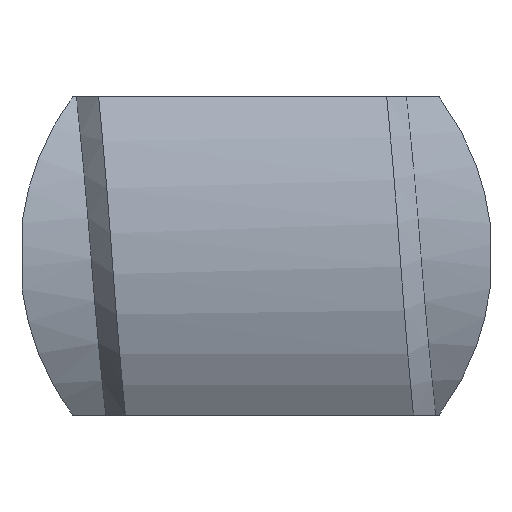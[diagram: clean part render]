
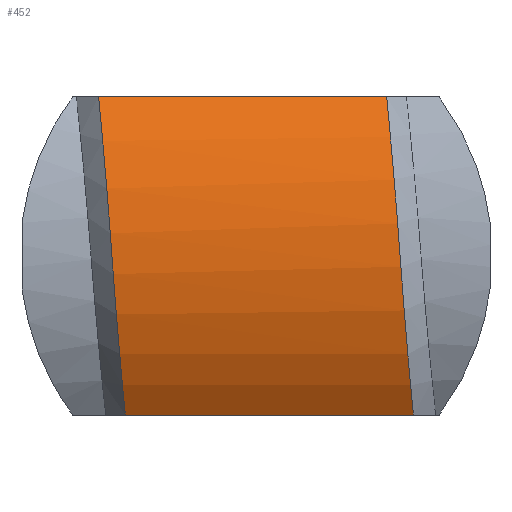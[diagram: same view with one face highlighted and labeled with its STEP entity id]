
A CAD part, top view. The second image highlights one B-rep face of the part: STEP entity #452.
In plain terms, the highlighted cylindrical face has radius 6.85 mm (diameter 13.7 mm), a partial arc.
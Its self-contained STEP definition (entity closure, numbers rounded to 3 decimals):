
#452 = ADVANCED_FACE( '', ( #542 ), #543, .T. );
#542 = FACE_OUTER_BOUND( '', #593, .T. );
#543 = CYLINDRICAL_SURFACE( '', #594, 6.85 );
#554 = EDGE_CURVE( '', #609, #610, #611, .T. );
#579 = EDGE_CURVE( '', #648, #645, #649, .T. );
#593 = EDGE_LOOP( '', ( #668, #669, #670, #671 ) );
#594 = AXIS2_PLACEMENT_3D( '', #672, #673, #674 );
#609 = VERTEX_POINT( '', #715 );
#610 = VERTEX_POINT( '', #716 );
#611 = ( BOUNDED_CURVE(  )B_SPLINE_CURVE( 2, ( #719, #720, #721, #722, #723 ), .UNSPECIFIED., .F., .F. )B_SPLINE_CURVE_WITH_KNOTS( ( 3, 2, 3 ), ( 0.002, 0.5, 0.997 ), .UNSPECIFIED. )CURVE(  )GEOMETRIC_REPRESENTATION_ITEM(  )RATIONAL_B_SPLINE_CURVE( ( 0.934, 0.925, 1., 0.925, 0.934 ) )REPRESENTATION_ITEM( '' ) );
#645 = VERTEX_POINT( '', #804 );
#648 = VERTEX_POINT( '', #819 );
#649 = B_SPLINE_CURVE_WITH_KNOTS( '', 3, ( #820, #821, #822, #823, #824, #825, #826, #827, #828, #829, #830, #831, #832, #833, #834, #835, #836, #837, #838 ), .UNSPECIFIED., .F., .F., ( 4, 1, 1, 1, 1, 1, 1, 1, 1, 1, 1, 1, 1, 1, 1, 1, 4 ), ( 0.003, 0.033, 0.064, 0.095, 0.126, 0.156, 0.187, 0.218, 0.248, 0.279, 0.421, 0.562, 0.692, 0.822, 0.881, 0.939, 0.998 ), .UNSPECIFIED. );
#668 = ORIENTED_EDGE( '', *, *, #885, .T. );
#669 = ORIENTED_EDGE( '', *, *, #579, .T. );
#670 = ORIENTED_EDGE( '', *, *, #886, .F. );
#671 = ORIENTED_EDGE( '', *, *, #554, .F. );
#672 = CARTESIAN_POINT( '', ( 14.034, 0., 0. ) );
#673 = DIRECTION( '', ( 1., 0., 0. ) );
#674 = DIRECTION( '', ( 0., 0., 1. ) );
#715 = CARTESIAN_POINT( '', ( 3.122, 3.8, 5.699 ) );
#716 = CARTESIAN_POINT( '', ( 3.761, -3.8, 5.699 ) );
#719 = CARTESIAN_POINT( '', ( 3.122, 3.8, 5.699 ) );
#720 = CARTESIAN_POINT( '', ( 3.293, 2.074, 6.85 ) );
#721 = CARTESIAN_POINT( '', ( 3.441, 0., 6.85 ) );
#722 = CARTESIAN_POINT( '', ( 3.59, -2.074, 6.85 ) );
#723 = CARTESIAN_POINT( '', ( 3.761, -3.8, 5.699 ) );
#804 = CARTESIAN_POINT( '', ( -3.122, -3.8, 5.699 ) );
#819 = CARTESIAN_POINT( '', ( -3.761, 3.8, 5.699 ) );
#820 = CARTESIAN_POINT( '', ( -3.761, 3.8, 5.699 ) );
#821 = CARTESIAN_POINT( '', ( -3.754, 3.731, 5.745 ) );
#822 = CARTESIAN_POINT( '', ( -3.741, 3.592, 5.835 ) );
#823 = CARTESIAN_POINT( '', ( -3.72, 3.378, 5.961 ) );
#824 = CARTESIAN_POINT( '', ( -3.7, 3.159, 6.08 ) );
#825 = CARTESIAN_POINT( '', ( -3.679, 2.937, 6.19 ) );
#826 = CARTESIAN_POINT( '', ( -3.659, 2.71, 6.293 ) );
#827 = CARTESIAN_POINT( '', ( -3.638, 2.48, 6.387 ) );
#828 = CARTESIAN_POINT( '', ( -3.618, 2.247, 6.473 ) );
#829 = CARTESIAN_POINT( '', ( -3.598, 2.011, 6.55 ) );
#830 = CARTESIAN_POINT( '', ( -3.554, 1.485, 6.701 ) );
#831 = CARTESIAN_POINT( '', ( -3.488, 0.649, 6.851 ) );
#832 = CARTESIAN_POINT( '', ( -3.408, -0.47, 6.863 ) );
#833 = CARTESIAN_POINT( '', ( -3.325, -1.545, 6.701 ) );
#834 = CARTESIAN_POINT( '', ( -3.255, -2.369, 6.443 ) );
#835 = CARTESIAN_POINT( '', ( -3.2, -2.979, 6.174 ) );
#836 = CARTESIAN_POINT( '', ( -3.161, -3.4, 5.954 ) );
#837 = CARTESIAN_POINT( '', ( -3.135, -3.667, 5.784 ) );
#838 = CARTESIAN_POINT( '', ( -3.122, -3.8, 5.699 ) );
#885 = EDGE_CURVE( '', #609, #648, #933, .T. );
#886 = EDGE_CURVE( '', #610, #645, #934, .T. );
#933 = LINE( '', #935, #936 );
#934 = LINE( '', #937, #938 );
#935 = CARTESIAN_POINT( '', ( 14.034, 3.8, 5.699 ) );
#936 = VECTOR( '', #939, 1000. );
#937 = CARTESIAN_POINT( '', ( 14.034, -3.8, 5.699 ) );
#938 = VECTOR( '', #940, 1000. );
#939 = DIRECTION( '', ( -1., 0., 0. ) );
#940 = DIRECTION( '', ( -1., 0., 0. ) );
